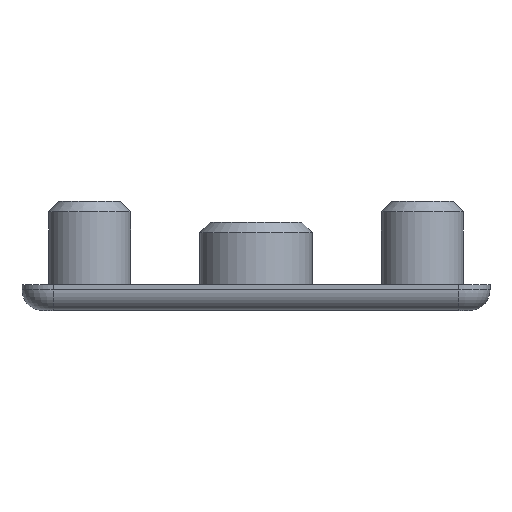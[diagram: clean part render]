
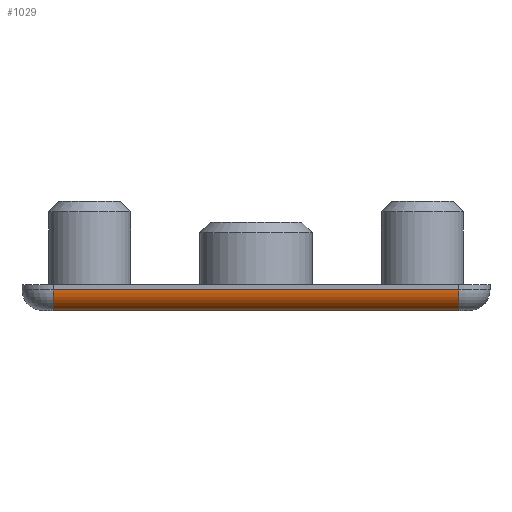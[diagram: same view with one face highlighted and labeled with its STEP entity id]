
A CAD part, front view. The second image highlights one B-rep face of the part: STEP entity #1029.
In plain terms, the highlighted cylindrical face has radius 2 mm (diameter 4 mm), a partial arc.
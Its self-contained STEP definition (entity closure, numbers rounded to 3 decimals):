
#121 = AXIS2_PLACEMENT_3D ( 'NONE', #351, #349, #347 ) ;
#144 = AXIS2_PLACEMENT_3D ( 'NONE', #426, #427, #428 ) ;
#146 = AXIS2_PLACEMENT_3D ( 'NONE', #432, #433, #434 ) ;
#190 = CARTESIAN_POINT ( 'NONE',  ( 22.5, -30., 2. ) ) ;
#202 = DIRECTION ( 'NONE',  ( 1., 0., 0. ) ) ;
#211 = DIRECTION ( 'NONE',  ( -1., 0., 0. ) ) ;
#217 = CARTESIAN_POINT ( 'NONE',  ( 0., -28., 0. ) ) ;
#347 = DIRECTION ( 'NONE',  ( 0., 1., 0. ) ) ;
#349 = DIRECTION ( 'NONE',  ( 1., 0., 0. ) ) ;
#351 = CARTESIAN_POINT ( 'NONE',  ( 22.5, -28., 2. ) ) ;
#426 = CARTESIAN_POINT ( 'NONE',  ( -19.5, -28., 2. ) ) ;
#427 = DIRECTION ( 'NONE',  ( 1., 0., 0. ) ) ;
#428 = DIRECTION ( 'NONE',  ( 0., 0., -1. ) ) ;
#432 = CARTESIAN_POINT ( 'NONE',  ( 19.5, -28., 2. ) ) ;
#433 = DIRECTION ( 'NONE',  ( 1., 0., 0. ) ) ;
#434 = DIRECTION ( 'NONE',  ( 0., 0., -1. ) ) ;
#664 = LINE ( 'NONE', #190, #674 ) ;
#674 = VECTOR ( 'NONE', #202, 1000. ) ;
#691 = LINE ( 'NONE', #217, #693 ) ;
#693 = VECTOR ( 'NONE', #211, 1000. ) ;
#854 = CARTESIAN_POINT ( 'NONE',  ( -19.5, -30., 2. ) ) ;
#865 = CARTESIAN_POINT ( 'NONE',  ( 19.5, -30., 2. ) ) ;
#868 = CARTESIAN_POINT ( 'NONE',  ( 19.5, -28., 0. ) ) ;
#869 = CARTESIAN_POINT ( 'NONE',  ( -19.5, -28., 0. ) ) ;
#1029 = ADVANCED_FACE ( 'NONE', ( #1720 ), #1725, .T. ) ;
#1053 = EDGE_CURVE ( 'NONE', #1391, #1406, #1755, .T. ) ;
#1055 = EDGE_CURVE ( 'NONE', #1402, #1405, #1757, .T. ) ;
#1217 = ORIENTED_EDGE ( 'NONE', *, *, #1053, .T. ) ;
#1218 = ORIENTED_EDGE ( 'NONE', *, *, #1557, .F. ) ;
#1219 = ORIENTED_EDGE ( 'NONE', *, *, #1055, .F. ) ;
#1220 = ORIENTED_EDGE ( 'NONE', *, *, #1547, .F. ) ;
#1391 = VERTEX_POINT ( 'NONE', #854 ) ;
#1402 = VERTEX_POINT ( 'NONE', #865 ) ;
#1405 = VERTEX_POINT ( 'NONE', #868 ) ;
#1406 = VERTEX_POINT ( 'NONE', #869 ) ;
#1547 = EDGE_CURVE ( 'NONE', #1391, #1402, #664, .T. ) ;
#1557 = EDGE_CURVE ( 'NONE', #1405, #1406, #691, .T. ) ;
#1720 = FACE_OUTER_BOUND ( 'NONE', #1889, .T. ) ;
#1725 = CYLINDRICAL_SURFACE ( 'NONE', #121, 2. ) ;
#1755 = CIRCLE ( 'NONE', #144, 2. ) ;
#1757 = CIRCLE ( 'NONE', #146, 2. ) ;
#1889 = EDGE_LOOP ( 'NONE', ( #1217, #1218, #1219, #1220 ) ) ;
